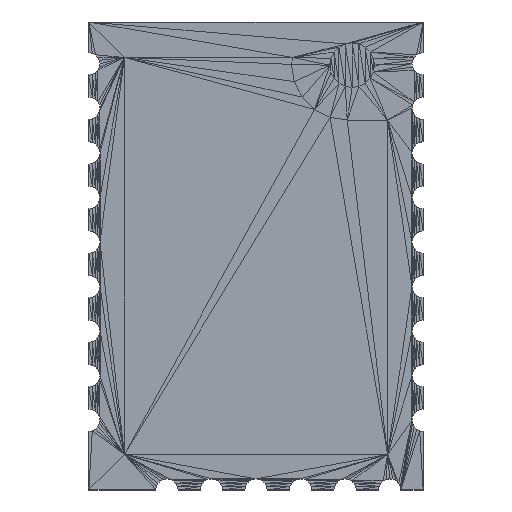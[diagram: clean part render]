
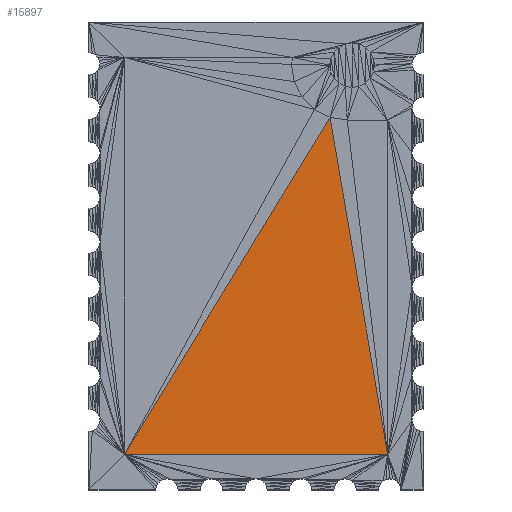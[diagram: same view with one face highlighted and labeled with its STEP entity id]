
A CAD part, top view. The second image highlights one B-rep face of the part: STEP entity #15897.
In plain terms, the highlighted planar face has unit normal (0, 0, 1).
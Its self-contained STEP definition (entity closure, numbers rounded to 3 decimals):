
#14798 = VERTEX_POINT('',#14799);
#14799 = CARTESIAN_POINT('',(-4.725,-6.725,
    2.5));
#14840 = PLANE('',#14841);
#14841 = AXIS2_PLACEMENT_3D('',#14842,#14843,#14844);
#14842 = CARTESIAN_POINT('',(-6.,-6.725,0.));
#14843 = DIRECTION('',(0.,1.,0.));
#14844 = DIRECTION('',(0.,0.,1.));
#15825 = PLANE('',#15826);
#15826 = AXIS2_PLACEMENT_3D('',#15827,#15828,#15829);
#15827 = CARTESIAN_POINT('',(-6.,-8.,2.5));
#15828 = DIRECTION('',(0.,0.,-1.));
#15829 = DIRECTION('',(-1.,0.,0.));
#15844 = EDGE_CURVE('',#14798,#15845,#15847,.T.);
#15845 = VERTEX_POINT('',#15846);
#15846 = CARTESIAN_POINT('',(2.657,5.373,
    2.5));
#15847 = SURFACE_CURVE('',#15848,(#15852,#15859),.PCURVE_S1.);
#15848 = LINE('',#15849,#15850);
#15849 = CARTESIAN_POINT('',(-4.725,-6.725,
    2.5));
#15850 = VECTOR('',#15851,1.);
#15851 = DIRECTION('',(0.521,0.854,0.));
#15852 = PCURVE('',#15825,#15853);
#15853 = DEFINITIONAL_REPRESENTATION('',(#15854),#15858);
#15854 = LINE('',#15855,#15856);
#15855 = CARTESIAN_POINT('',(-1.275,1.275));
#15856 = VECTOR('',#15857,1.);
#15857 = DIRECTION('',(-0.521,0.854));
#15858 = ( GEOMETRIC_REPRESENTATION_CONTEXT(2) 
PARAMETRIC_REPRESENTATION_CONTEXT() REPRESENTATION_CONTEXT('2D SPACE',''
  ) );
#15859 = PCURVE('',#15860,#15865);
#15860 = PLANE('',#15861);
#15861 = AXIS2_PLACEMENT_3D('',#15862,#15863,#15864);
#15862 = CARTESIAN_POINT('',(-6.,-8.,2.5));
#15863 = DIRECTION('',(0.,0.,-1.));
#15864 = DIRECTION('',(-1.,0.,0.));
#15865 = DEFINITIONAL_REPRESENTATION('',(#15866),#15870);
#15866 = LINE('',#15867,#15868);
#15867 = CARTESIAN_POINT('',(-1.275,1.275));
#15868 = VECTOR('',#15869,1.);
#15869 = DIRECTION('',(-0.521,0.854));
#15870 = ( GEOMETRIC_REPRESENTATION_CONTEXT(2) 
PARAMETRIC_REPRESENTATION_CONTEXT() REPRESENTATION_CONTEXT('2D SPACE',''
  ) );
#15897 = ADVANCED_FACE('',(#15898),#15860,.F.);
#15898 = FACE_BOUND('',#15899,.T.);
#15899 = EDGE_LOOP('',(#15900,#15928,#15929));
#15900 = ORIENTED_EDGE('',*,*,#15901,.T.);
#15901 = EDGE_CURVE('',#15902,#15845,#15904,.T.);
#15902 = VERTEX_POINT('',#15903);
#15903 = CARTESIAN_POINT('',(4.725,-6.725,
    2.5));
#15904 = SURFACE_CURVE('',#15905,(#15909,#15916),.PCURVE_S1.);
#15905 = LINE('',#15906,#15907);
#15906 = CARTESIAN_POINT('',(4.725,-6.725,
    2.5));
#15907 = VECTOR('',#15908,1.);
#15908 = DIRECTION('',(-0.168,0.986,0.));
#15909 = PCURVE('',#15860,#15910);
#15910 = DEFINITIONAL_REPRESENTATION('',(#15911),#15915);
#15911 = LINE('',#15912,#15913);
#15912 = CARTESIAN_POINT('',(-10.725,1.275));
#15913 = VECTOR('',#15914,1.);
#15914 = DIRECTION('',(0.168,0.986));
#15915 = ( GEOMETRIC_REPRESENTATION_CONTEXT(2) 
PARAMETRIC_REPRESENTATION_CONTEXT() REPRESENTATION_CONTEXT('2D SPACE',''
  ) );
#15916 = PCURVE('',#15917,#15922);
#15917 = PLANE('',#15918);
#15918 = AXIS2_PLACEMENT_3D('',#15919,#15920,#15921);
#15919 = CARTESIAN_POINT('',(-6.,-8.,2.5));
#15920 = DIRECTION('',(0.,0.,-1.));
#15921 = DIRECTION('',(-1.,0.,0.));
#15922 = DEFINITIONAL_REPRESENTATION('',(#15923),#15927);
#15923 = LINE('',#15924,#15925);
#15924 = CARTESIAN_POINT('',(-10.725,1.275));
#15925 = VECTOR('',#15926,1.);
#15926 = DIRECTION('',(0.168,0.986));
#15927 = ( GEOMETRIC_REPRESENTATION_CONTEXT(2) 
PARAMETRIC_REPRESENTATION_CONTEXT() REPRESENTATION_CONTEXT('2D SPACE',''
  ) );
#15928 = ORIENTED_EDGE('',*,*,#15844,.F.);
#15929 = ORIENTED_EDGE('',*,*,#15930,.T.);
#15930 = EDGE_CURVE('',#14798,#15902,#15931,.T.);
#15931 = SURFACE_CURVE('',#15932,(#15936,#15943),.PCURVE_S1.);
#15932 = LINE('',#15933,#15934);
#15933 = CARTESIAN_POINT('',(-4.725,-6.725,
    2.5));
#15934 = VECTOR('',#15935,1.);
#15935 = DIRECTION('',(1.,0.,0.));
#15936 = PCURVE('',#15860,#15937);
#15937 = DEFINITIONAL_REPRESENTATION('',(#15938),#15942);
#15938 = LINE('',#15939,#15940);
#15939 = CARTESIAN_POINT('',(-1.275,1.275));
#15940 = VECTOR('',#15941,1.);
#15941 = DIRECTION('',(-1.,0.));
#15942 = ( GEOMETRIC_REPRESENTATION_CONTEXT(2) 
PARAMETRIC_REPRESENTATION_CONTEXT() REPRESENTATION_CONTEXT('2D SPACE',''
  ) );
#15943 = PCURVE('',#14840,#15944);
#15944 = DEFINITIONAL_REPRESENTATION('',(#15945),#15949);
#15945 = LINE('',#15946,#15947);
#15946 = CARTESIAN_POINT('',(2.5,1.275));
#15947 = VECTOR('',#15948,1.);
#15948 = DIRECTION('',(0.,1.));
#15949 = ( GEOMETRIC_REPRESENTATION_CONTEXT(2) 
PARAMETRIC_REPRESENTATION_CONTEXT() REPRESENTATION_CONTEXT('2D SPACE',''
  ) );
